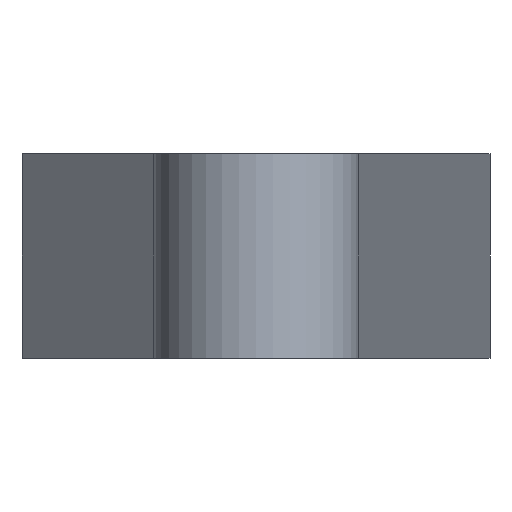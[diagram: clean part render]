
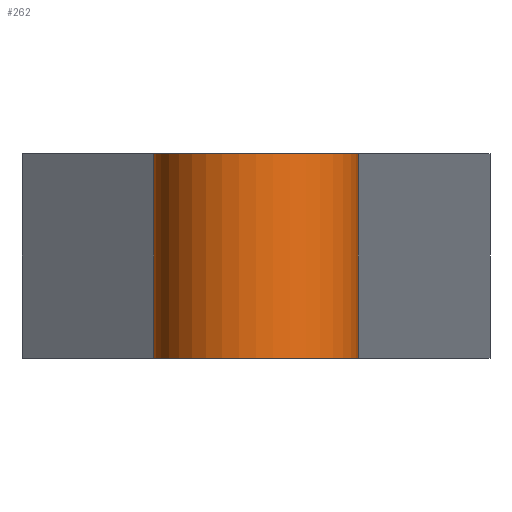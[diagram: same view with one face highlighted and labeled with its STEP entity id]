
A CAD part, left-side view. The second image highlights one B-rep face of the part: STEP entity #262.
In plain terms, the highlighted cylindrical face has radius 5 mm (diameter 10 mm), a partial arc.
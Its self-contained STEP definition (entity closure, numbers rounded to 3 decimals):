
#36=FACE_OUTER_BOUND('',#50,.T.);
#50=EDGE_LOOP('',(#239,#240,#241,#242));
#73=LINE('',#452,#97);
#74=LINE('',#454,#98);
#97=VECTOR('',#375,10.);
#98=VECTOR('',#378,10.);
#108=CIRCLE('',#292,5.);
#110=CIRCLE('',#296,5.);
#126=VERTEX_POINT('',#422);
#127=VERTEX_POINT('',#424);
#132=VERTEX_POINT('',#438);
#133=VERTEX_POINT('',#440);
#155=EDGE_CURVE('',#127,#126,#108,.T.);
#163=EDGE_CURVE('',#132,#133,#110,.T.);
#169=EDGE_CURVE('',#127,#132,#73,.T.);
#170=EDGE_CURVE('',#126,#133,#74,.T.);
#239=ORIENTED_EDGE('',*,*,#155,.T.);
#240=ORIENTED_EDGE('',*,*,#170,.T.);
#241=ORIENTED_EDGE('',*,*,#163,.F.);
#242=ORIENTED_EDGE('',*,*,#169,.F.);
#248=CYLINDRICAL_SURFACE('',#302,5.);
#262=ADVANCED_FACE('',(#36),#248,.T.);
#292=AXIS2_PLACEMENT_3D('',#425,#346,#347);
#296=AXIS2_PLACEMENT_3D('',#441,#360,#361);
#302=AXIS2_PLACEMENT_3D('',#455,#379,#380);
#346=DIRECTION('center_axis',(0.,0.,1.));
#347=DIRECTION('ref_axis',(0.036,0.999,0.));
#360=DIRECTION('center_axis',(0.,0.,1.));
#361=DIRECTION('ref_axis',(0.036,0.999,0.));
#375=DIRECTION('',(0.,0.,1.));
#378=DIRECTION('',(0.,0.,1.));
#379=DIRECTION('center_axis',(0.,0.,1.));
#380=DIRECTION('ref_axis',(0.036,0.999,0.));
#422=CARTESIAN_POINT('',(-0.179,-4.997,0.));
#424=CARTESIAN_POINT('',(-0.179,4.997,0.));
#425=CARTESIAN_POINT('Origin',(0.,0.,0.));
#438=CARTESIAN_POINT('',(-0.179,4.997,10.));
#440=CARTESIAN_POINT('',(-0.179,-4.997,10.));
#441=CARTESIAN_POINT('Origin',(0.,0.,10.));
#452=CARTESIAN_POINT('',(-0.179,4.997,0.));
#454=CARTESIAN_POINT('',(-0.179,-4.997,0.));
#455=CARTESIAN_POINT('Origin',(0.,0.,0.));
